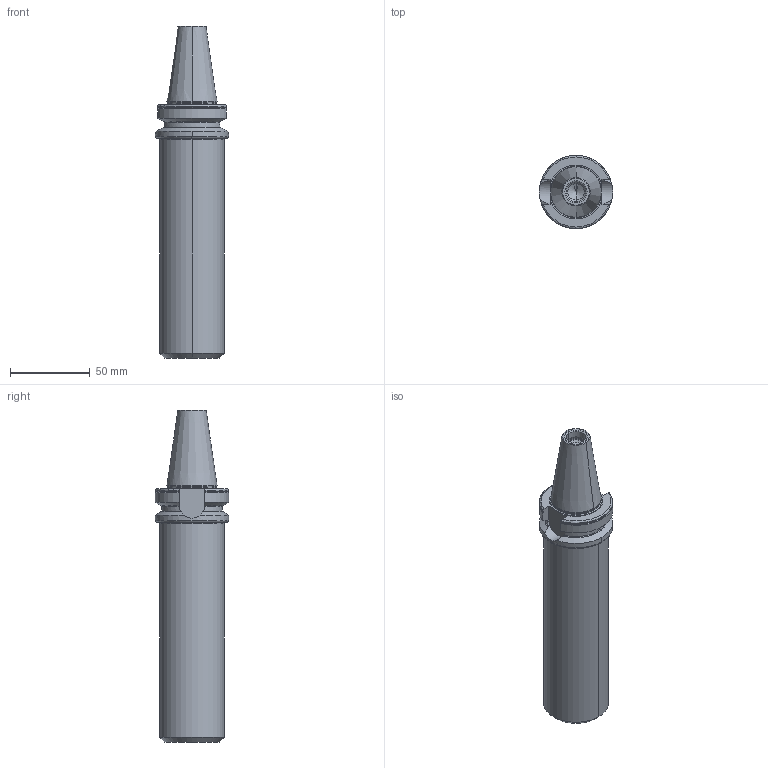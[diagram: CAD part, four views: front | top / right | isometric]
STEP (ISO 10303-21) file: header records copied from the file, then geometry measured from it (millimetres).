
FILE_DESCRIPTION((''),'2;1');
FILE_NAME('DC_305_17_40','2020-09-29T',('104091'),(''),'CREO PARAMETRIC BY PTC INC, 2016260','CREO PARAMETRIC BY PTC INC, 2016260','');
FILE_SCHEMA(('CONFIG_CONTROL_DESIGN'));
Length unit declared in the file: millimetre
Products named in the file (1): DC_305_17_40
Bounding box: 46 x 46 x 208.4 mm (x, y, z)
Volume: 227569 mm3; surface area: 28631.3 mm2
Topology: 1 solids, 1 shells, 87 faces, 214 edges, 128 vertices
Faces by surface type: torus 28, cone 26, cylinder 22, plane 11
Entity records: 2784 total; most frequent: CARTESIAN_POINT 728, DIRECTION 440, ORIENTED_EDGE 420, EDGE_CURVE 210, AXIS2_PLACEMENT_3D 192, VERTEX_POINT 128, CIRCLE 102, EDGE_LOOP 90
